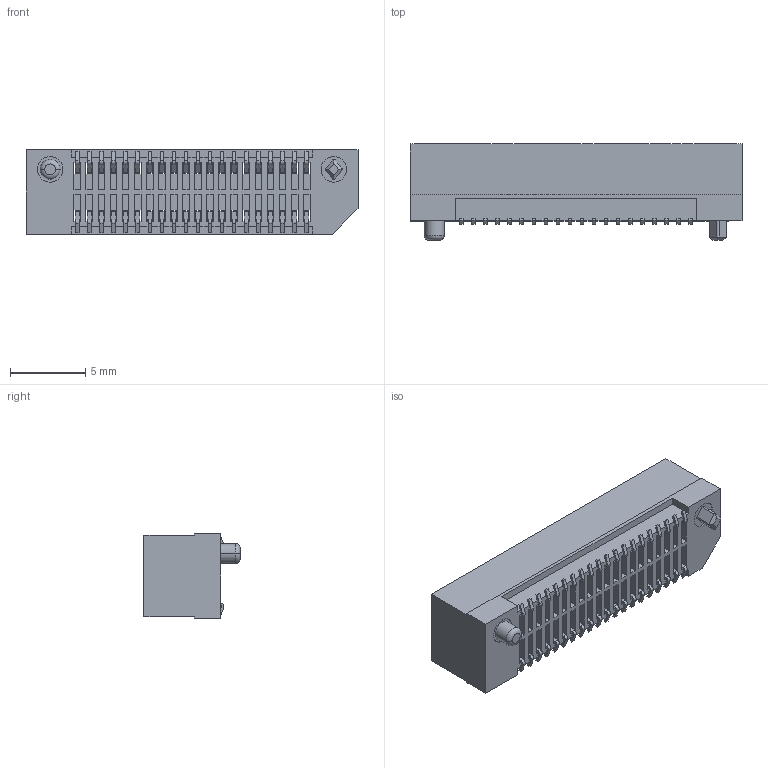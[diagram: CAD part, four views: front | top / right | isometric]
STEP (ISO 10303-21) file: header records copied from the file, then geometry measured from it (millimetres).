
FILE_DESCRIPTION((''),'2;1');
FILE_NAME('FBB08005-F40S3103K6MH90','2023-05-17T',('工程三'),(''),'PRO/ENGINEER BY PARAMETRIC TECHNOLOGY CORPORATION, 2010280','PRO/ENGINEER BY PARAMETRIC TECHNOLOGY CORPORATION, 2010280','');
FILE_SCHEMA(('CONFIG_CONTROL_DESIGN'));
Length unit declared in the file: millimetre
Products named in the file (1): FBB08005-F40S3103K6MH90
Bounding box: 22 x 6.37 x 5.6 mm (x, y, z)
Volume: 257.7 mm3; surface area: 1307.2 mm2
Topology: 1 solids, 1 shells, 1270 faces, 3981 edges, 2598 vertices
Faces by surface type: plane 1098, cylinder 170, torus 2
Entity records: 43699 total; most frequent: ORIENTED_EDGE 7962, CARTESIAN_POINT 7865, DIRECTION 6853, EDGE_CURVE 3981, VECTOR 3633, LINE 3633, VERTEX_POINT 2598, AXIS2_PLACEMENT_3D 1610
